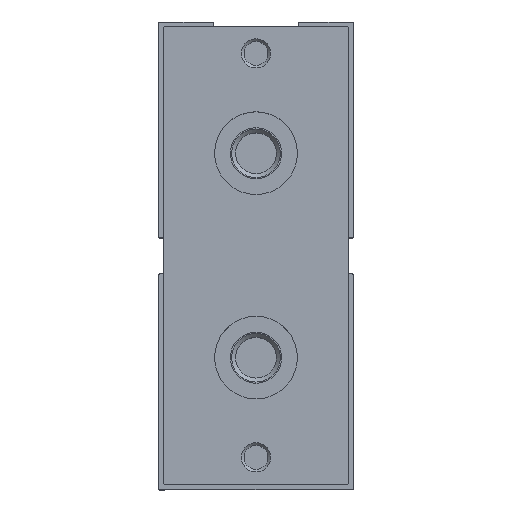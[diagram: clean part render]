
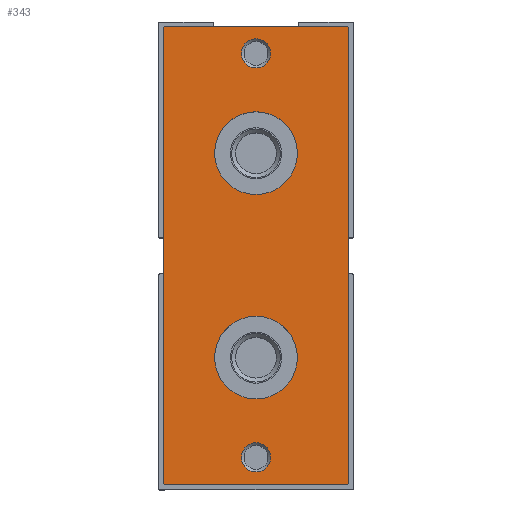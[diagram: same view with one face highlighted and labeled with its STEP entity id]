
A CAD part, top view. The second image highlights one B-rep face of the part: STEP entity #343.
In plain terms, the highlighted planar face has unit normal (0, 0, 1).
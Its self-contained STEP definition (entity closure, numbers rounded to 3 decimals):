
#343 = ADVANCED_FACE( '', ( #801, #802, #803, #804, #805 ), #806, .T. );
#801 = FACE_BOUND( '', #1347, .T. );
#802 = FACE_BOUND( '', #1348, .T. );
#803 = FACE_BOUND( '', #1349, .T. );
#804 = FACE_BOUND( '', #1350, .T. );
#805 = FACE_OUTER_BOUND( '', #1351, .T. );
#806 = PLANE( '', #1352 );
#1347 = EDGE_LOOP( '', ( #2827 ) );
#1348 = EDGE_LOOP( '', ( #2828 ) );
#1349 = EDGE_LOOP( '', ( #2829 ) );
#1350 = EDGE_LOOP( '', ( #2830 ) );
#1351 = EDGE_LOOP( '', ( #2831, #2832, #2833, #2834, #2835, #2836, #2837, #2838 ) );
#1352 = AXIS2_PLACEMENT_3D( '', #2839, #2840, #2841 );
#2827 = ORIENTED_EDGE( '', *, *, #3562, .T. );
#2828 = ORIENTED_EDGE( '', *, *, #3563, .T. );
#2829 = ORIENTED_EDGE( '', *, *, #3564, .T. );
#2830 = ORIENTED_EDGE( '', *, *, #3565, .T. );
#2831 = ORIENTED_EDGE( '', *, *, #3566, .T. );
#2832 = ORIENTED_EDGE( '', *, *, #3567, .T. );
#2833 = ORIENTED_EDGE( '', *, *, #3555, .T. );
#2834 = ORIENTED_EDGE( '', *, *, #3568, .T. );
#2835 = ORIENTED_EDGE( '', *, *, #3535, .T. );
#2836 = ORIENTED_EDGE( '', *, *, #3526, .T. );
#2837 = ORIENTED_EDGE( '', *, *, #3569, .T. );
#2838 = ORIENTED_EDGE( '', *, *, #3530, .T. );
#2839 = CARTESIAN_POINT( '', ( 0., 0., 17. ) );
#2840 = DIRECTION( '', ( 0., 0., 1. ) );
#2841 = DIRECTION( '', ( 1., 0., 0. ) );
#3526 = EDGE_CURVE( '', #4275, #4273, #4276, .T. );
#3530 = EDGE_CURVE( '', #4283, #4281, #4284, .T. );
#3535 = EDGE_CURVE( '', #4292, #4275, #4293, .T. );
#3555 = EDGE_CURVE( '', #4331, #4329, #4332, .T. );
#3562 = EDGE_CURVE( '', #4342, #4342, #4343, .T. );
#3563 = EDGE_CURVE( '', #4344, #4344, #4345, .T. );
#3564 = EDGE_CURVE( '', #4346, #4346, #4347, .T. );
#3565 = EDGE_CURVE( '', #4348, #4348, #4349, .T. );
#3566 = EDGE_CURVE( '', #4281, #4350, #4351, .T. );
#3567 = EDGE_CURVE( '', #4350, #4331, #4352, .T. );
#3568 = EDGE_CURVE( '', #4329, #4292, #4353, .T. );
#3569 = EDGE_CURVE( '', #4273, #4283, #4354, .T. );
#4273 = VERTEX_POINT( '', #5634 );
#4275 = VERTEX_POINT( '', #5637 );
#4276 = LINE( '', #5638, #5639 );
#4281 = VERTEX_POINT( '', #5646 );
#4283 = VERTEX_POINT( '', #5649 );
#4284 = LINE( '', #5650, #5651 );
#4292 = VERTEX_POINT( '', #5661 );
#4293 = LINE( '', #5662, #5663 );
#4329 = VERTEX_POINT( '', #5711 );
#4331 = VERTEX_POINT( '', #5714 );
#4332 = LINE( '', #5715, #5716 );
#4342 = VERTEX_POINT( '', #5732 );
#4343 = CIRCLE( '', #5733, 8.5 );
#4344 = VERTEX_POINT( '', #5734 );
#4345 = CIRCLE( '', #5735, 8.5 );
#4346 = VERTEX_POINT( '', #5736 );
#4347 = CIRCLE( '', #5737, 3. );
#4348 = VERTEX_POINT( '', #5738 );
#4349 = CIRCLE( '', #5739, 3. );
#4350 = VERTEX_POINT( '', #5740 );
#4351 = LINE( '', #5741, #5742 );
#4352 = LINE( '', #5743, #5744 );
#4353 = LINE( '', #5745, #5746 );
#4354 = LINE( '', #5747, #5748 );
#5634 = CARTESIAN_POINT( '', ( 18.8, 47., 17. ) );
#5637 = CARTESIAN_POINT( '', ( 19., 46.8, 17. ) );
#5638 = CARTESIAN_POINT( '', ( 19., 46.8, 17. ) );
#5639 = VECTOR( '', #6430, 1000. );
#5646 = CARTESIAN_POINT( '', ( -19., 46.8, 17. ) );
#5649 = CARTESIAN_POINT( '', ( -18.8, 47., 17. ) );
#5650 = CARTESIAN_POINT( '', ( -18.8, 47., 17. ) );
#5651 = VECTOR( '', #6434, 1000. );
#5661 = CARTESIAN_POINT( '', ( 19., -46.8, 17. ) );
#5662 = CARTESIAN_POINT( '', ( 19., -46.8, 17. ) );
#5663 = VECTOR( '', #6443, 1000. );
#5711 = CARTESIAN_POINT( '', ( 18.8, -47., 17. ) );
#5714 = CARTESIAN_POINT( '', ( -18.8, -47., 17. ) );
#5715 = CARTESIAN_POINT( '', ( -18.8, -47., 17. ) );
#5716 = VECTOR( '', #6475, 1000. );
#5732 = CARTESIAN_POINT( '', ( -8.5, -21., 17. ) );
#5733 = AXIS2_PLACEMENT_3D( '', #6482, #6483, #6484 );
#5734 = CARTESIAN_POINT( '', ( -8.5, 21., 17. ) );
#5735 = AXIS2_PLACEMENT_3D( '', #6485, #6486, #6487 );
#5736 = CARTESIAN_POINT( '', ( -3., -41.5, 17. ) );
#5737 = AXIS2_PLACEMENT_3D( '', #6488, #6489, #6490 );
#5738 = CARTESIAN_POINT( '', ( -3., 41.5, 17. ) );
#5739 = AXIS2_PLACEMENT_3D( '', #6491, #6492, #6493 );
#5740 = CARTESIAN_POINT( '', ( -19., -46.8, 17. ) );
#5741 = CARTESIAN_POINT( '', ( -19., 46.8, 17. ) );
#5742 = VECTOR( '', #6494, 1000. );
#5743 = CARTESIAN_POINT( '', ( -19., -46.8, 17. ) );
#5744 = VECTOR( '', #6495, 1000. );
#5745 = CARTESIAN_POINT( '', ( 18.8, -47., 17. ) );
#5746 = VECTOR( '', #6496, 1000. );
#5747 = CARTESIAN_POINT( '', ( 18.8, 47., 17. ) );
#5748 = VECTOR( '', #6497, 1000. );
#6430 = DIRECTION( '', ( -0.707, 0.707, 0. ) );
#6434 = DIRECTION( '', ( -0.707, -0.707, 0. ) );
#6443 = DIRECTION( '', ( 0., 1., 0. ) );
#6475 = DIRECTION( '', ( 1., 0., 0. ) );
#6482 = CARTESIAN_POINT( '', ( 0., -21., 17. ) );
#6483 = DIRECTION( '', ( 0., 0., -1. ) );
#6484 = DIRECTION( '', ( -1., 0., 0. ) );
#6485 = CARTESIAN_POINT( '', ( 0., 21., 17. ) );
#6486 = DIRECTION( '', ( 0., 0., -1. ) );
#6487 = DIRECTION( '', ( -1., 0., 0. ) );
#6488 = CARTESIAN_POINT( '', ( 0., -41.5, 17. ) );
#6489 = DIRECTION( '', ( 0., 0., -1. ) );
#6490 = DIRECTION( '', ( -1., 0., 0. ) );
#6491 = CARTESIAN_POINT( '', ( 0., 41.5, 17. ) );
#6492 = DIRECTION( '', ( 0., 0., -1. ) );
#6493 = DIRECTION( '', ( -1., 0., 0. ) );
#6494 = DIRECTION( '', ( 0., -1., 0. ) );
#6495 = DIRECTION( '', ( 0.707, -0.707, 0. ) );
#6496 = DIRECTION( '', ( 0.707, 0.707, 0. ) );
#6497 = DIRECTION( '', ( -1., 0., 0. ) );
